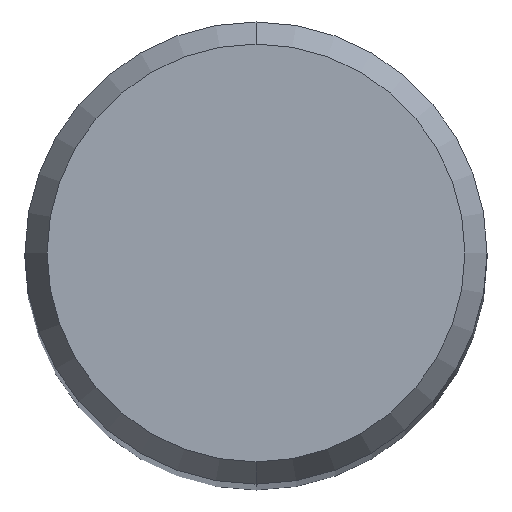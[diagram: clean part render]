
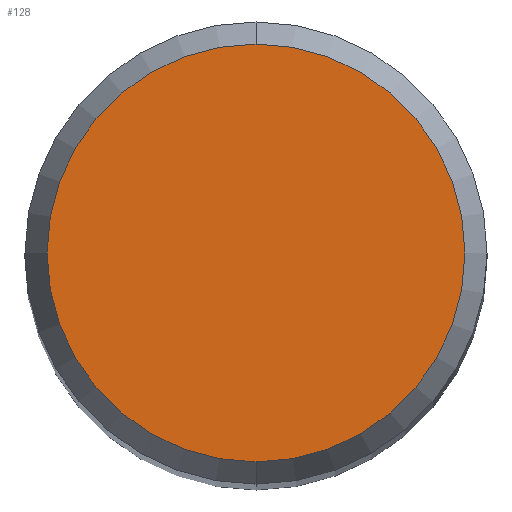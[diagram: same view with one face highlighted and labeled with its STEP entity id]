
A CAD part, top view. The second image highlights one B-rep face of the part: STEP entity #128.
In plain terms, the highlighted planar face has unit normal (0, 0, 1).
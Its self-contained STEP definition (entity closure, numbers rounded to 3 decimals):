
#128=ADVANCED_FACE('',(#270),#271,.T.);
#138=VERTEX_POINT('',#281);
#154=VERTEX_POINT('',#297);
#174=EDGE_CURVE('',#138,#154,#319,.T.);
#200=EDGE_CURVE('',#154,#138,#350,.T.);
#270=FACE_OUTER_BOUND('',#424,.T.);
#271=PLANE('',#425);
#281=CARTESIAN_POINT('',(0.,-2.158,0.01));
#297=CARTESIAN_POINT('',(0.0,2.158,0.01));
#319=CIRCLE('',#490,2.158);
#350=CIRCLE('',#528,2.158);
#424=EDGE_LOOP('',(#602,#603));
#425=AXIS2_PLACEMENT_3D('',#604,#605,#606);
#490=AXIS2_PLACEMENT_3D('',#646,#647,#648);
#528=AXIS2_PLACEMENT_3D('',#693,#694,#695);
#602=ORIENTED_EDGE('',*,*,#200,.F.);
#603=ORIENTED_EDGE('',*,*,#174,.F.);
#604=CARTESIAN_POINT('',(0.0,1.079,0.01));
#605=DIRECTION('',(-0.0,0.0,1.0));
#606=DIRECTION('',(0.0,-1.0,0.0));
#646=CARTESIAN_POINT('',(0.0,0.0,0.01));
#647=DIRECTION('',(0.0,0.0,-1.0));
#648=DIRECTION('',(0.0,1.0,0.0));
#693=CARTESIAN_POINT('',(0.0,0.0,0.01));
#694=DIRECTION('',(0.0,0.0,-1.0));
#695=DIRECTION('',(0.0,1.0,0.0));
